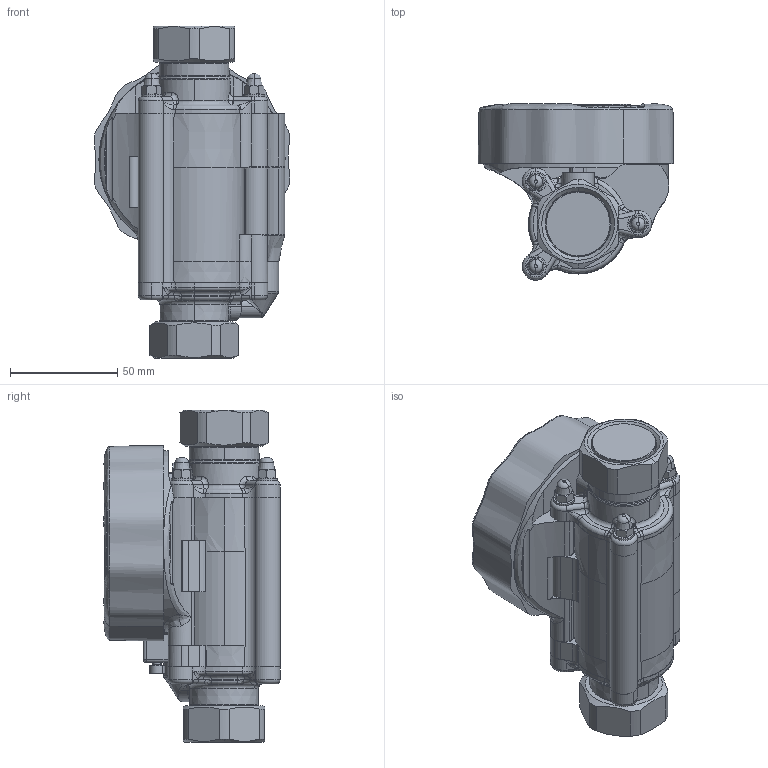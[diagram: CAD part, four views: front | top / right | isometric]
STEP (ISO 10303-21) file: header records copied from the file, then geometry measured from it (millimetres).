
FILE_DESCRIPTION (( 'STEP AP203' ), '1' );
FILE_NAME ('PAP-M025.STEP', '2022-09-30T10:12:30', ( '' ), ( '' ), 'SwSTEP 2.0', 'SolidWorks 2021', '' );
FILE_SCHEMA (( 'CONFIG_CONTROL_DESIGN' ));
Products named in the file (1): PAP-M025
Bounding box: 91.46 x 82.24 x 155.08 mm (x, y, z)
Volume: 414179.7 mm3; surface area: 155944.6 mm2
Topology: 27 solids, 29 shells, 1935 faces, 4823 edges, 2961 vertices
Faces by surface type: cylinder 597, cone 593, plane 405, bspline 164, torus 147, sphere 29
Entity records: 77562 total; most frequent: CARTESIAN_POINT 31687, DIRECTION 10041, ORIENTED_EDGE 9564, EDGE_CURVE 4782, AXIS2_PLACEMENT_3D 4157, VERTEX_POINT 2959, CIRCLE 2385, EDGE_LOOP 2041
